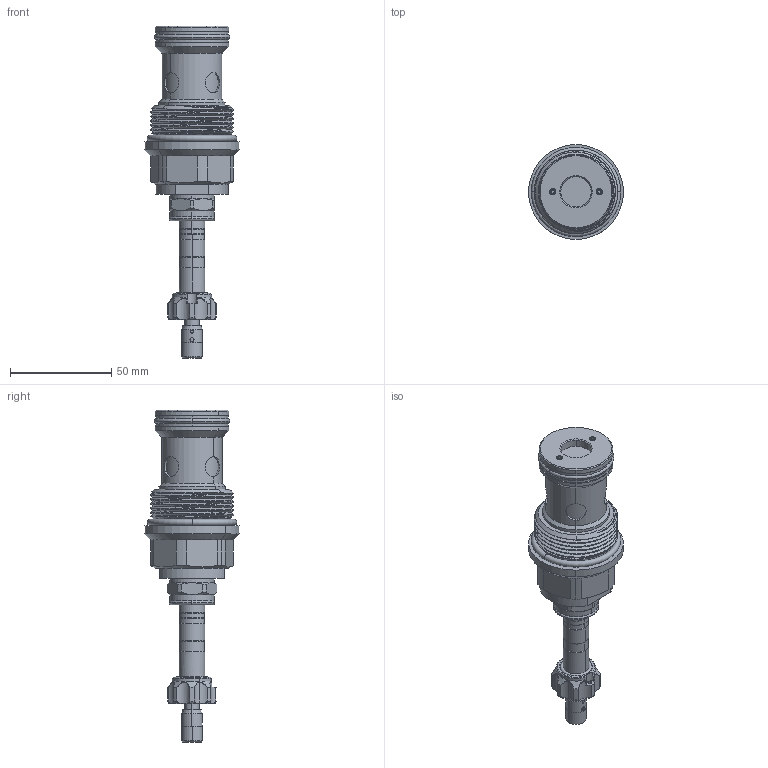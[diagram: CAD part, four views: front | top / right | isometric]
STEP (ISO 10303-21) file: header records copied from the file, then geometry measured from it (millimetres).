
FILE_DESCRIPTION (( 'STEP AP203' ), '1' );
FILE_NAME ('EP20W2A05T95.STEP', '2021-03-11T02:01:50', ( '' ), ( '' ), 'SwSTEP 2.0', 'SolidWorks 2018', '' );
FILE_SCHEMA (( 'CONFIG_CONTROL_DESIGN' ));
Length unit declared in the file: millimetre
Products named in the file (1): EP20W2A05T95
Bounding box: 46.62 x 46.62 x 163.95 mm (x, y, z)
Volume: 102366.7 mm3; surface area: 22917.6 mm2
Topology: 4 solids, 4 shells, 360 faces, 858 edges, 524 vertices
Faces by surface type: cylinder 162, plane 61, cone 55, torus 41, bspline 41
Entity records: 16184 total; most frequent: CARTESIAN_POINT 8105, ORIENTED_EDGE 1712, DIRECTION 1650, EDGE_CURVE 856, AXIS2_PLACEMENT_3D 691, VERTEX_POINT 524, EDGE_LOOP 388, CIRCLE 371
